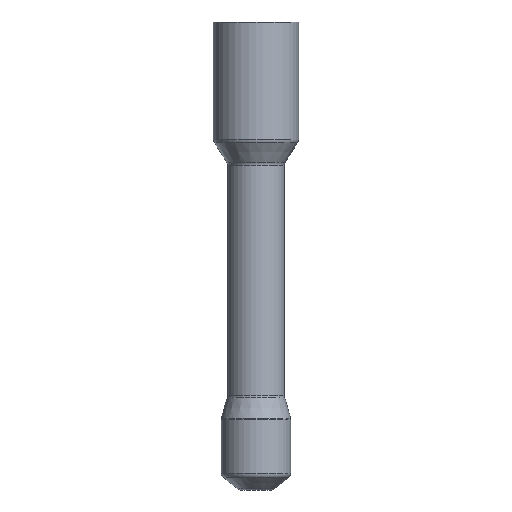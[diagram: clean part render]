
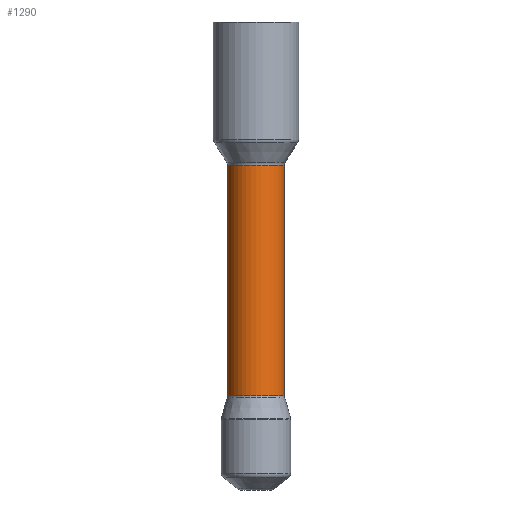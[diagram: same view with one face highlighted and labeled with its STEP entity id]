
A CAD part, front view. The second image highlights one B-rep face of the part: STEP entity #1290.
In plain terms, the highlighted cylindrical face has radius 10 mm (diameter 20 mm), a full revolution.
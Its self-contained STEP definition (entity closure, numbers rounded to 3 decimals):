
#99=FACE_OUTER_BOUND('',#173,.T.);
#173=EDGE_LOOP('',(#1146,#1147,#1148,#1149));
#195=CIRCLE('',#1393,10.);
#196=CIRCLE('',#1395,10.);
#374=LINE('',#8281,#434);
#434=VECTOR('',#1639,10.);
#561=VERTEX_POINT('',#8275);
#562=VERTEX_POINT('',#8279);
#756=EDGE_CURVE('',#561,#561,#195,.T.);
#757=EDGE_CURVE('',#562,#562,#196,.T.);
#758=EDGE_CURVE('',#562,#561,#374,.T.);
#1146=ORIENTED_EDGE('',*,*,#757,.F.);
#1147=ORIENTED_EDGE('',*,*,#758,.T.);
#1148=ORIENTED_EDGE('',*,*,#756,.T.);
#1149=ORIENTED_EDGE('',*,*,#758,.F.);
#1220=CYLINDRICAL_SURFACE('',#1394,10.);
#1290=ADVANCED_FACE('',(#99),#1220,.T.);
#1393=AXIS2_PLACEMENT_3D('',#8277,#1633,#1634);
#1394=AXIS2_PLACEMENT_3D('',#8278,#1635,#1636);
#1395=AXIS2_PLACEMENT_3D('',#8280,#1637,#1638);
#1633=DIRECTION('center_axis',(0.,0.,1.));
#1634=DIRECTION('ref_axis',(1.,0.,0.));
#1635=DIRECTION('center_axis',(0.,0.,1.));
#1636=DIRECTION('ref_axis',(1.,0.,0.));
#1637=DIRECTION('center_axis',(0.,0.,1.));
#1638=DIRECTION('ref_axis',(1.,0.,0.));
#1639=DIRECTION('',(0.,0.,-1.));
#8275=CARTESIAN_POINT('',(-10.,0.,260.282));
#8277=CARTESIAN_POINT('Origin',(0.,0.,260.282));
#8278=CARTESIAN_POINT('Origin',(0.,0.,300.854));
#8279=CARTESIAN_POINT('',(-10.,0.,341.426));
#8280=CARTESIAN_POINT('Origin',(0.,0.,341.426));
#8281=CARTESIAN_POINT('',(-10.,0.,300.854));
